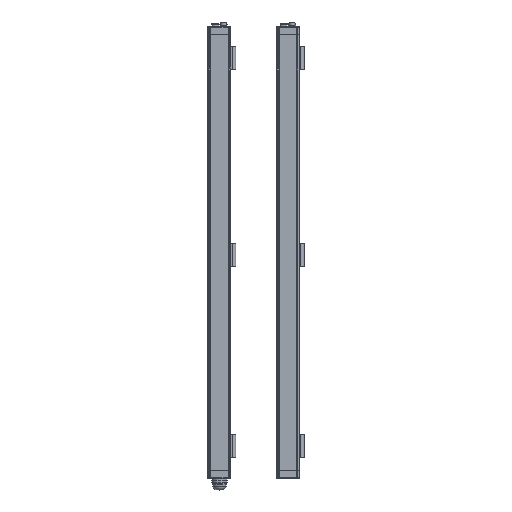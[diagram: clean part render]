
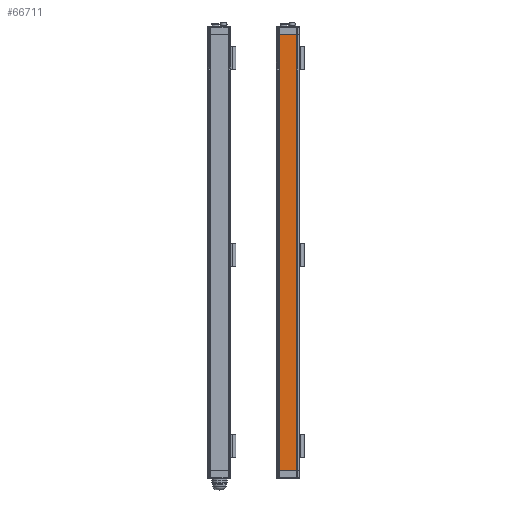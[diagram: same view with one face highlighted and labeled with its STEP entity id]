
A CAD part, top view. The second image highlights one B-rep face of the part: STEP entity #66711.
In plain terms, the highlighted planar face has unit normal (0, 0, 1).
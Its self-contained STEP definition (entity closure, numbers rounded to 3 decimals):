
#5974=LINE('',#134128,#11918);
#5976=LINE('',#134132,#11920);
#5982=LINE('',#134143,#11926);
#5983=LINE('',#134145,#11927);
#11918=VECTOR('',#91624,37.6);
#11920=VECTOR('',#91628,938.5);
#11926=VECTOR('',#91638,938.5);
#11927=VECTOR('',#91641,37.6);
#18825=FACE_OUTER_BOUND('',#23221,.T.);
#23221=EDGE_LOOP('',(#58502,#58503,#58504,#58505));
#32248=VERTEX_POINT('',#134125);
#32249=VERTEX_POINT('',#134127);
#32250=VERTEX_POINT('',#134131);
#32253=VERTEX_POINT('',#134141);
#41267=EDGE_CURVE('',#32248,#32249,#5974,.T.);
#41269=EDGE_CURVE('',#32250,#32249,#5976,.T.);
#41275=EDGE_CURVE('',#32248,#32253,#5982,.T.);
#41276=EDGE_CURVE('',#32250,#32253,#5983,.T.);
#58502=ORIENTED_EDGE('',*,*,#41275,.T.);
#58503=ORIENTED_EDGE('',*,*,#41276,.F.);
#58504=ORIENTED_EDGE('',*,*,#41269,.T.);
#58505=ORIENTED_EDGE('',*,*,#41267,.F.);
#63004=PLANE('',#73451);
#66711=ADVANCED_FACE('',(#18825),#63004,.T.);
#73451=AXIS2_PLACEMENT_3D('',#134144,#91639,#91640);
#91624=DIRECTION('',(-1.,0.,0.));
#91628=DIRECTION('',(0.,-1.,0.));
#91638=DIRECTION('',(0.,1.,0.));
#91639=DIRECTION('center_axis',(0.,0.,
1.));
#91640=DIRECTION('ref_axis',(1.,0.,0.));
#91641=DIRECTION('',(1.,0.,0.));
#134125=CARTESIAN_POINT('',(-109.017,-530.946,-307.536));
#134127=CARTESIAN_POINT('',(-146.617,-530.946,-307.536));
#134128=CARTESIAN_POINT('',(-109.017,-530.946,-307.536));
#134131=CARTESIAN_POINT('',(-146.617,407.554,-307.536));
#134132=CARTESIAN_POINT('',(-146.617,59.054,-307.536));
#134141=CARTESIAN_POINT('',(-109.017,407.554,-307.536));
#134143=CARTESIAN_POINT('',(-109.017,59.054,-307.536));
#134144=CARTESIAN_POINT('Origin',(-146.617,59.054,-307.536));
#134145=CARTESIAN_POINT('',(-146.617,407.554,-307.536));
